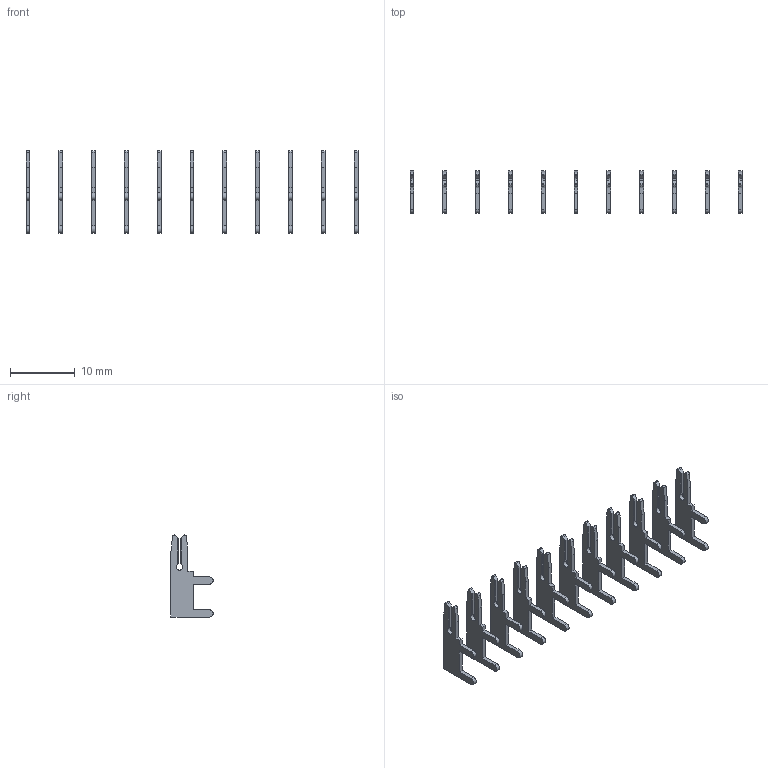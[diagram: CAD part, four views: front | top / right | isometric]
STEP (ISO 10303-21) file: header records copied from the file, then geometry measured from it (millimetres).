
FILE_DESCRIPTION (( 'STEP AP203' ), '1' );
FILE_NAME ('105-011-203-200.STEP', '2020-08-29T23:25:43', ( '' ), ( '' ), 'SwSTEP 2.0', 'SolidWorks 2020', '' );
FILE_SCHEMA (( 'CONFIG_CONTROL_DESIGN' ));
Length unit declared in the file: inch
Products named in the file (2): 100-290-001_100-290-203; 105-011-203-200
Assembly tree (11 placements, depth 2):
  105-011-203-200
    100-290-001_100-290-203  x11
Bounding box: 51.4 x 6.53 x 12.7 mm (x, y, z)
Volume: 277.7 mm3; surface area: 1272.9 mm2
Topology: 11 solids, 11 shells, 308 faces, 858 edges, 572 vertices
Faces by surface type: plane 231, cylinder 77
Entity records: 1416 total; most frequent: CARTESIAN_POINT 184, DIRECTION 172, ORIENTED_EDGE 156, EDGE_CURVE 78, LINE 60, VECTOR 60, AXIS2_PLACEMENT_3D 56, VERTEX_POINT 52
